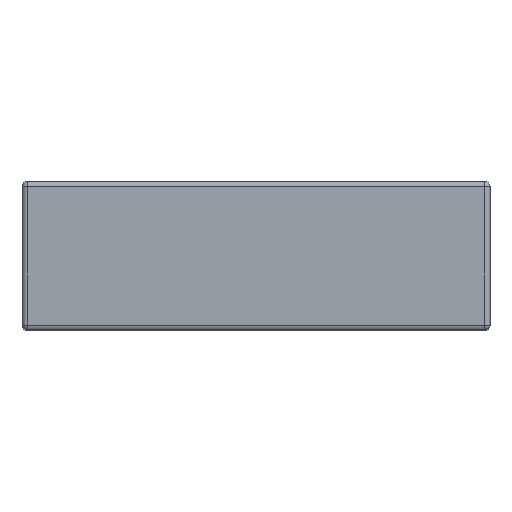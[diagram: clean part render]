
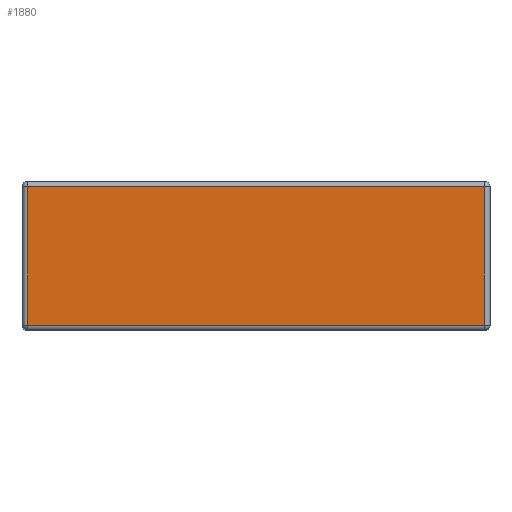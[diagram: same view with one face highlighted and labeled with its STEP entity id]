
A CAD part, top view. The second image highlights one B-rep face of the part: STEP entity #1880.
In plain terms, the highlighted planar face has unit normal (0, 0, 1).
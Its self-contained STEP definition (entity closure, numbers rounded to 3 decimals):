
#1147 = CYLINDRICAL_SURFACE('',#1148,0.25);
#1148 = AXIS2_PLACEMENT_3D('',#1149,#1150,#1151);
#1149 = CARTESIAN_POINT('',(-11.,3.25,0.75));
#1150 = DIRECTION('',(1.,0.,0.));
#1151 = DIRECTION('',(0.,1.,0.));
#1503 = VERTEX_POINT('',#1504);
#1504 = CARTESIAN_POINT('',(-10.75,3.25,1.));
#1526 = EDGE_CURVE('',#1503,#1527,#1529,.T.);
#1527 = VERTEX_POINT('',#1528);
#1528 = CARTESIAN_POINT('',(10.75,3.25,1.));
#1529 = SURFACE_CURVE('',#1530,(#1534,#1541),.PCURVE_S1.);
#1530 = LINE('',#1531,#1532);
#1531 = CARTESIAN_POINT('',(-11.,3.25,1.));
#1532 = VECTOR('',#1533,1.);
#1533 = DIRECTION('',(1.,0.,0.));
#1534 = PCURVE('',#1147,#1535);
#1535 = DEFINITIONAL_REPRESENTATION('',(#1536),#1540);
#1536 = LINE('',#1537,#1538);
#1537 = CARTESIAN_POINT('',(1.571,0.));
#1538 = VECTOR('',#1539,1.);
#1539 = DIRECTION('',(0.,1.));
#1540 = ( GEOMETRIC_REPRESENTATION_CONTEXT(2) 
PARAMETRIC_REPRESENTATION_CONTEXT() REPRESENTATION_CONTEXT('2D SPACE',''
  ) );
#1541 = PCURVE('',#1542,#1547);
#1542 = PLANE('',#1543);
#1543 = AXIS2_PLACEMENT_3D('',#1544,#1545,#1546);
#1544 = CARTESIAN_POINT('',(0.,0.,1.));
#1545 = DIRECTION('',(0.,0.,1.));
#1546 = DIRECTION('',(1.,0.,0.));
#1547 = DEFINITIONAL_REPRESENTATION('',(#1548),#1552);
#1548 = LINE('',#1549,#1550);
#1549 = CARTESIAN_POINT('',(-11.,3.25));
#1550 = VECTOR('',#1551,1.);
#1551 = DIRECTION('',(1.,0.));
#1552 = ( GEOMETRIC_REPRESENTATION_CONTEXT(2) 
PARAMETRIC_REPRESENTATION_CONTEXT() REPRESENTATION_CONTEXT('2D SPACE',''
  ) );
#1618 = CYLINDRICAL_SURFACE('',#1619,0.25);
#1619 = AXIS2_PLACEMENT_3D('',#1620,#1621,#1622);
#1620 = CARTESIAN_POINT('',(-10.75,-3.5,0.75));
#1621 = DIRECTION('',(0.,1.,0.));
#1622 = DIRECTION('',(-1.,0.,0.));
#1652 = CYLINDRICAL_SURFACE('',#1653,0.25);
#1653 = AXIS2_PLACEMENT_3D('',#1654,#1655,#1656);
#1654 = CARTESIAN_POINT('',(10.75,3.5,0.75));
#1655 = DIRECTION('',(0.,-1.,0.));
#1656 = DIRECTION('',(1.,0.,0.));
#1814 = CYLINDRICAL_SURFACE('',#1815,0.25);
#1815 = AXIS2_PLACEMENT_3D('',#1816,#1817,#1818);
#1816 = CARTESIAN_POINT('',(11.,-3.25,0.75));
#1817 = DIRECTION('',(-1.,0.,0.));
#1818 = DIRECTION('',(0.,-1.,0.));
#1880 = ADVANCED_FACE('',(#1881),#1542,.T.);
#1881 = FACE_BOUND('',#1882,.T.);
#1882 = EDGE_LOOP('',(#1883,#1906,#1929,#1950));
#1883 = ORIENTED_EDGE('',*,*,#1884,.F.);
#1884 = EDGE_CURVE('',#1885,#1503,#1887,.T.);
#1885 = VERTEX_POINT('',#1886);
#1886 = CARTESIAN_POINT('',(-10.75,-3.25,1.));
#1887 = SURFACE_CURVE('',#1888,(#1892,#1899),.PCURVE_S1.);
#1888 = LINE('',#1889,#1890);
#1889 = CARTESIAN_POINT('',(-10.75,-3.5,1.));
#1890 = VECTOR('',#1891,1.);
#1891 = DIRECTION('',(0.,1.,0.));
#1892 = PCURVE('',#1542,#1893);
#1893 = DEFINITIONAL_REPRESENTATION('',(#1894),#1898);
#1894 = LINE('',#1895,#1896);
#1895 = CARTESIAN_POINT('',(-10.75,-3.5));
#1896 = VECTOR('',#1897,1.);
#1897 = DIRECTION('',(0.,1.));
#1898 = ( GEOMETRIC_REPRESENTATION_CONTEXT(2) 
PARAMETRIC_REPRESENTATION_CONTEXT() REPRESENTATION_CONTEXT('2D SPACE',''
  ) );
#1899 = PCURVE('',#1618,#1900);
#1900 = DEFINITIONAL_REPRESENTATION('',(#1901),#1905);
#1901 = LINE('',#1902,#1903);
#1902 = CARTESIAN_POINT('',(1.571,0.));
#1903 = VECTOR('',#1904,1.);
#1904 = DIRECTION('',(0.,1.));
#1905 = ( GEOMETRIC_REPRESENTATION_CONTEXT(2) 
PARAMETRIC_REPRESENTATION_CONTEXT() REPRESENTATION_CONTEXT('2D SPACE',''
  ) );
#1906 = ORIENTED_EDGE('',*,*,#1907,.F.);
#1907 = EDGE_CURVE('',#1908,#1885,#1910,.T.);
#1908 = VERTEX_POINT('',#1909);
#1909 = CARTESIAN_POINT('',(10.75,-3.25,1.));
#1910 = SURFACE_CURVE('',#1911,(#1915,#1922),.PCURVE_S1.);
#1911 = LINE('',#1912,#1913);
#1912 = CARTESIAN_POINT('',(11.,-3.25,1.));
#1913 = VECTOR('',#1914,1.);
#1914 = DIRECTION('',(-1.,0.,0.));
#1915 = PCURVE('',#1542,#1916);
#1916 = DEFINITIONAL_REPRESENTATION('',(#1917),#1921);
#1917 = LINE('',#1918,#1919);
#1918 = CARTESIAN_POINT('',(11.,-3.25));
#1919 = VECTOR('',#1920,1.);
#1920 = DIRECTION('',(-1.,0.));
#1921 = ( GEOMETRIC_REPRESENTATION_CONTEXT(2) 
PARAMETRIC_REPRESENTATION_CONTEXT() REPRESENTATION_CONTEXT('2D SPACE',''
  ) );
#1922 = PCURVE('',#1814,#1923);
#1923 = DEFINITIONAL_REPRESENTATION('',(#1924),#1928);
#1924 = LINE('',#1925,#1926);
#1925 = CARTESIAN_POINT('',(1.571,0.));
#1926 = VECTOR('',#1927,1.);
#1927 = DIRECTION('',(0.,1.));
#1928 = ( GEOMETRIC_REPRESENTATION_CONTEXT(2) 
PARAMETRIC_REPRESENTATION_CONTEXT() REPRESENTATION_CONTEXT('2D SPACE',''
  ) );
#1929 = ORIENTED_EDGE('',*,*,#1930,.F.);
#1930 = EDGE_CURVE('',#1527,#1908,#1931,.T.);
#1931 = SURFACE_CURVE('',#1932,(#1936,#1943),.PCURVE_S1.);
#1932 = LINE('',#1933,#1934);
#1933 = CARTESIAN_POINT('',(10.75,3.5,1.));
#1934 = VECTOR('',#1935,1.);
#1935 = DIRECTION('',(0.,-1.,0.));
#1936 = PCURVE('',#1542,#1937);
#1937 = DEFINITIONAL_REPRESENTATION('',(#1938),#1942);
#1938 = LINE('',#1939,#1940);
#1939 = CARTESIAN_POINT('',(10.75,3.5));
#1940 = VECTOR('',#1941,1.);
#1941 = DIRECTION('',(0.,-1.));
#1942 = ( GEOMETRIC_REPRESENTATION_CONTEXT(2) 
PARAMETRIC_REPRESENTATION_CONTEXT() REPRESENTATION_CONTEXT('2D SPACE',''
  ) );
#1943 = PCURVE('',#1652,#1944);
#1944 = DEFINITIONAL_REPRESENTATION('',(#1945),#1949);
#1945 = LINE('',#1946,#1947);
#1946 = CARTESIAN_POINT('',(1.571,0.));
#1947 = VECTOR('',#1948,1.);
#1948 = DIRECTION('',(0.,1.));
#1949 = ( GEOMETRIC_REPRESENTATION_CONTEXT(2) 
PARAMETRIC_REPRESENTATION_CONTEXT() REPRESENTATION_CONTEXT('2D SPACE',''
  ) );
#1950 = ORIENTED_EDGE('',*,*,#1526,.F.);
